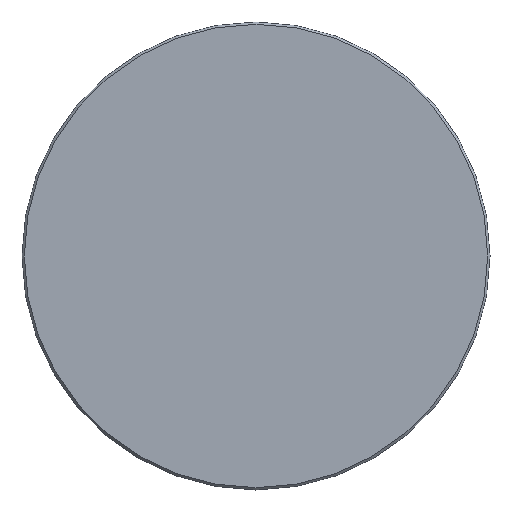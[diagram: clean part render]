
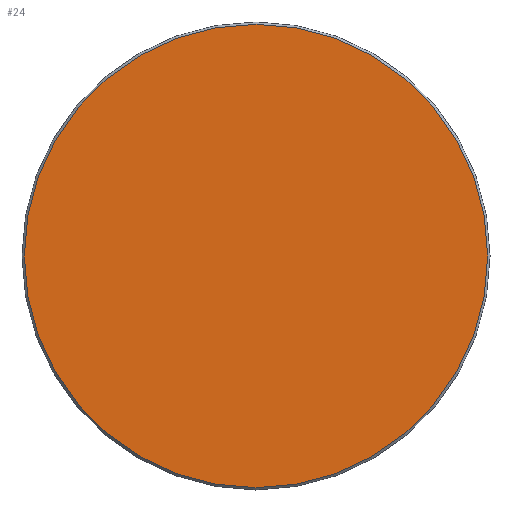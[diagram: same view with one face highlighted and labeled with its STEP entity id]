
A CAD part, left-side view. The second image highlights one B-rep face of the part: STEP entity #24.
In plain terms, the highlighted planar face has unit normal (-1, 0, 0).
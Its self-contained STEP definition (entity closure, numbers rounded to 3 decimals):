
#24 = ADVANCED_FACE ( 'NONE', ( #242 ), #301, .F. ) ;
#38 = AXIS2_PLACEMENT_3D ( 'NONE', #197, #229, #73 ) ;
#49 = EDGE_CURVE ( 'NONE', #156, #78, #192, .T. ) ;
#64 = CIRCLE ( 'NONE', #38, 25.15 ) ;
#73 = DIRECTION ( 'NONE',  ( 0., 0., -1. ) ) ;
#78 = VERTEX_POINT ( 'NONE', #199 ) ;
#93 = ORIENTED_EDGE ( 'NONE', *, *, #49, .T. ) ;
#94 = DIRECTION ( 'NONE',  ( -1., 0., 0. ) ) ;
#116 = CARTESIAN_POINT ( 'NONE',  ( -2.7, 0., 0. ) ) ;
#118 = EDGE_CURVE ( 'NONE', #78, #156, #64, .T. ) ;
#120 = DIRECTION ( 'NONE',  ( 1., 0., 0. ) ) ;
#143 = CARTESIAN_POINT ( 'NONE',  ( -2.7, 0., -25.15 ) ) ;
#156 = VERTEX_POINT ( 'NONE', #143 ) ;
#192 = CIRCLE ( 'NONE', #297, 25.15 ) ;
#197 = CARTESIAN_POINT ( 'NONE',  ( -2.7, 0., 0. ) ) ;
#198 = DIRECTION ( 'NONE',  ( 0., 0., -1. ) ) ;
#199 = CARTESIAN_POINT ( 'NONE',  ( -2.7, 0., 25.15 ) ) ;
#216 = ORIENTED_EDGE ( 'NONE', *, *, #118, .T. ) ;
#227 = DIRECTION ( 'NONE',  ( 0., 0., -1. ) ) ;
#229 = DIRECTION ( 'NONE',  ( -1., 0., 0. ) ) ;
#241 = AXIS2_PLACEMENT_3D ( 'NONE', #116, #120, #198 ) ;
#242 = FACE_OUTER_BOUND ( 'NONE', #248, .T. ) ;
#248 = EDGE_LOOP ( 'NONE', ( #93, #216 ) ) ;
#278 = CARTESIAN_POINT ( 'NONE',  ( -2.7, 0., 0. ) ) ;
#297 = AXIS2_PLACEMENT_3D ( 'NONE', #278, #94, #227 ) ;
#301 = PLANE ( 'NONE',  #241 ) ;
